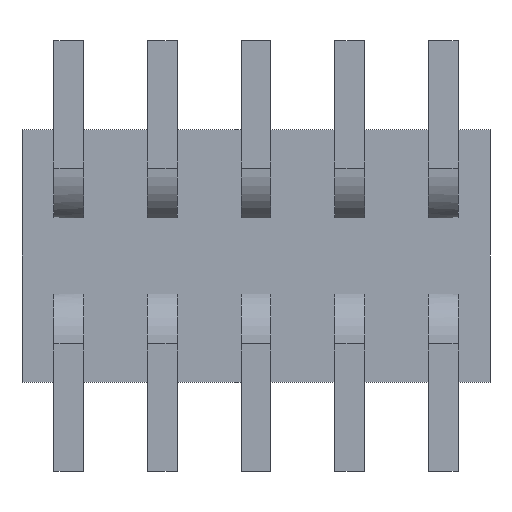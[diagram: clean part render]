
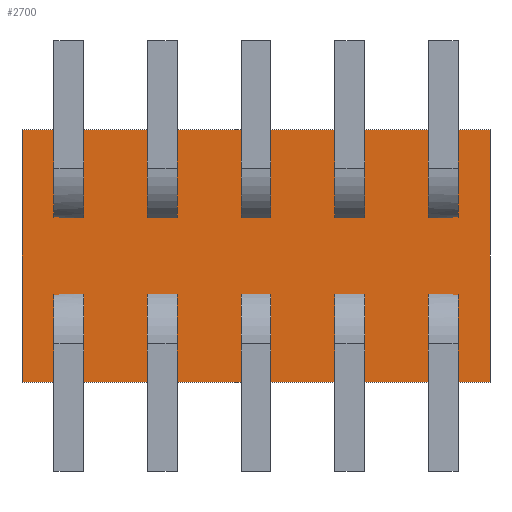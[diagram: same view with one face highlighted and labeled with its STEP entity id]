
A CAD part, front view. The second image highlights one B-rep face of the part: STEP entity #2700.
In plain terms, the highlighted planar face has unit normal (0, -1, 0).
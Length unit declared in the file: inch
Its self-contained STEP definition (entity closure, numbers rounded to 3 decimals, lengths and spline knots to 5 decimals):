
#101=ORIENTED_EDGE('',*,*,#877,.F.);
#102=ORIENTED_EDGE('',*,*,#887,.F.);
#103=ORIENTED_EDGE('',*,*,#884,.F.);
#104=ORIENTED_EDGE('',*,*,#881,.F.);
#877=EDGE_CURVE('',#1275,#1276,#1527,.T.);
#881=EDGE_CURVE('',#1276,#1279,#1531,.T.);
#884=EDGE_CURVE('',#1279,#1281,#1534,.T.);
#887=EDGE_CURVE('',#1281,#1275,#1537,.T.);
#1275=VERTEX_POINT('',#3833);
#1276=VERTEX_POINT('',#3834);
#1279=VERTEX_POINT('',#3842);
#1281=VERTEX_POINT('',#3848);
#1527=LINE('',#3832,#1885);
#1531=LINE('',#3841,#1889);
#1534=LINE('',#3847,#1892);
#1537=LINE('',#3853,#1895);
#1885=VECTOR('',#3084,39.37008);
#1889=VECTOR('',#3090,39.37008);
#1892=VECTOR('',#3095,39.37008);
#1895=VECTOR('',#3100,39.37008);
#2248=EDGE_LOOP('',(#101,#102,#103,#104));
#2400=FACE_BOUND('',#2248,.T.);
#2552=PLANE('',#2890);
#2700=ADVANCED_FACE('',(#2400),#2552,.F.);
#2890=AXIS2_PLACEMENT_3D('',#3856,#3104,#3105);
#3084=DIRECTION('',(0.,0.,1.));
#3090=DIRECTION('',(1.,0.,0.));
#3095=DIRECTION('',(0.,0.,-1.));
#3100=DIRECTION('',(-1.,0.,0.));
#3104=DIRECTION('',(0.,1.,0.));
#3105=DIRECTION('',(0.,0.,1.));
#3832=CARTESIAN_POINT('',(-0.125,0.,-0.0675));
#3833=CARTESIAN_POINT('',(-0.125,0.,-0.0675));
#3834=CARTESIAN_POINT('',(-0.125,0.,0.0675));
#3841=CARTESIAN_POINT('',(-0.125,0.,0.0675));
#3842=CARTESIAN_POINT('',(0.125,0.,0.0675));
#3847=CARTESIAN_POINT('',(0.125,0.,0.0675));
#3848=CARTESIAN_POINT('',(0.125,0.,-0.0675));
#3853=CARTESIAN_POINT('',(0.125,0.,-0.0675));
#3856=CARTESIAN_POINT('',(0.,0.,0.));
